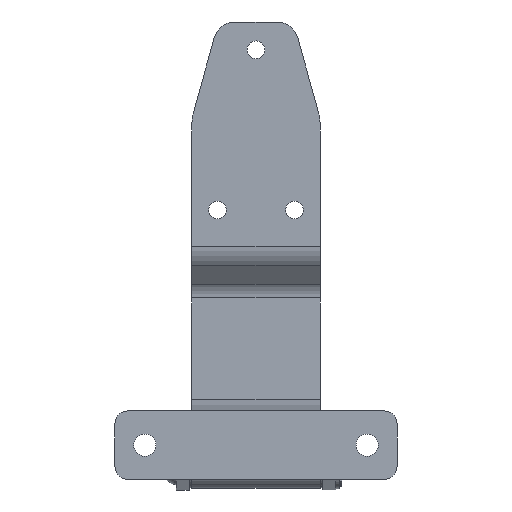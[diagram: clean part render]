
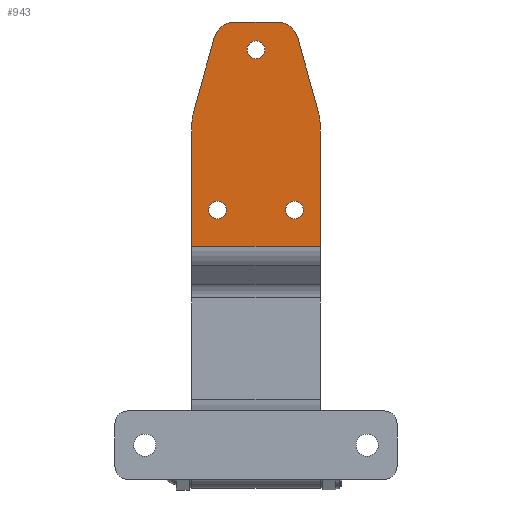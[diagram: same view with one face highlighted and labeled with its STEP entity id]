
A CAD part, front view. The second image highlights one B-rep face of the part: STEP entity #943.
In plain terms, the highlighted planar face has unit normal (0, -1, 0).
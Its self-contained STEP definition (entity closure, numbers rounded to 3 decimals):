
#260 = EDGE_CURVE ( 'NONE', #835, #815, #1046, .T. ) ;
#263 = VERTEX_POINT ( 'NONE', #1042 ) ;
#792 = EDGE_LOOP ( 'NONE', ( #983, #809 ) ) ;
#807 = EDGE_CURVE ( 'NONE', #841, #263, #5719, .T. ) ;
#809 = ORIENTED_EDGE ( 'NONE', *, *, #5328, .T. ) ;
#815 = VERTEX_POINT ( 'NONE', #5720 ) ;
#817 = ORIENTED_EDGE ( 'NONE', *, *, #843, .T. ) ;
#818 = ORIENTED_EDGE ( 'NONE', *, *, #260, .T. ) ;
#820 = ORIENTED_EDGE ( 'NONE', *, *, #807, .F. ) ;
#821 = EDGE_CURVE ( 'NONE', #948, #841, #5686, .T. ) ;
#826 = EDGE_CURVE ( 'NONE', #869, #828, #5689, .T. ) ;
#827 = EDGE_CURVE ( 'NONE', #869, #910, #2220, .T. ) ;
#828 = VERTEX_POINT ( 'NONE', #2221 ) ;
#830 = ORIENTED_EDGE ( 'NONE', *, *, #827, .F. ) ;
#831 = ORIENTED_EDGE ( 'NONE', *, *, #945, .T. ) ;
#835 = VERTEX_POINT ( 'NONE', #2213 ) ;
#839 = ORIENTED_EDGE ( 'NONE', *, *, #4190, .T. ) ;
#840 = EDGE_LOOP ( 'NONE', ( #820, #904, #908, #818, #876, #909, #830, #863, #906, #862 ) ) ;
#841 = VERTEX_POINT ( 'NONE', #2210 ) ;
#842 = ORIENTED_EDGE ( 'NONE', *, *, #4181, .T. ) ;
#843 = EDGE_CURVE ( 'NONE', #4172, #4171, #2196, .T. ) ;
#862 = ORIENTED_EDGE ( 'NONE', *, *, #866, .F. ) ;
#863 = ORIENTED_EDGE ( 'NONE', *, *, #826, .T. ) ;
#864 = EDGE_CURVE ( 'NONE', #867, #828, #2279, .T. ) ;
#866 = EDGE_CURVE ( 'NONE', #263, #867, #2289, .T. ) ;
#867 = VERTEX_POINT ( 'NONE', #2275 ) ;
#869 = VERTEX_POINT ( 'NONE', #2267 ) ;
#876 = ORIENTED_EDGE ( 'NONE', *, *, #911, .F. ) ;
#877 = EDGE_CURVE ( 'NONE', #910, #878, #2282, .T. ) ;
#878 = VERTEX_POINT ( 'NONE', #2303 ) ;
#904 = ORIENTED_EDGE ( 'NONE', *, *, #821, .F. ) ;
#905 = EDGE_CURVE ( 'NONE', #835, #948, #2315, .T. ) ;
#906 = ORIENTED_EDGE ( 'NONE', *, *, #864, .F. ) ;
#908 = ORIENTED_EDGE ( 'NONE', *, *, #905, .F. ) ;
#909 = ORIENTED_EDGE ( 'NONE', *, *, #877, .F. ) ;
#910 = VERTEX_POINT ( 'NONE', #2300 ) ;
#911 = EDGE_CURVE ( 'NONE', #878, #815, #2312, .T. ) ;
#942 = EDGE_LOOP ( 'NONE', ( #831, #839 ) ) ;
#943 = ADVANCED_FACE ( 'NONE', ( #2332, #2314, #2293, #2311 ), #2291, .F. ) ;
#945 = EDGE_CURVE ( 'NONE', #4182, #5334, #2330, .T. ) ;
#946 = EDGE_LOOP ( 'NONE', ( #817, #842 ) ) ;
#947 = EDGE_CURVE ( 'NONE', #5335, #5329, #2273, .T. ) ;
#948 = VERTEX_POINT ( 'NONE', #2410 ) ;
#983 = ORIENTED_EDGE ( 'NONE', *, *, #947, .T. ) ;
#1042 = CARTESIAN_POINT ( 'NONE',  ( 30., -46., 162.274 ) ) ;
#1043 = DIRECTION ( 'NONE',  ( -1., 0., 0. ) ) ;
#1044 = VECTOR ( 'NONE', #1043, 1000. ) ;
#1045 = CARTESIAN_POINT ( 'NONE',  ( 30., -46., 210. ) ) ;
#1046 = LINE ( 'NONE', #1045, #1044 ) ;
#2190 = AXIS2_PLACEMENT_3D ( 'NONE', #2199, #2193, #2192 ) ;
#2192 = DIRECTION ( 'NONE',  ( 0., 0., 1. ) ) ;
#2193 = DIRECTION ( 'NONE',  ( 0., 1., 0. ) ) ;
#2196 = CIRCLE ( 'NONE', #2190, 4.15 ) ;
#2199 = CARTESIAN_POINT ( 'NONE',  ( -18., -46., 122. ) ) ;
#2210 = CARTESIAN_POINT ( 'NONE',  ( 29.27, -46., 167.627 ) ) ;
#2213 = CARTESIAN_POINT ( 'NONE',  ( 9.899, -46., 210. ) ) ;
#2216 = DIRECTION ( 'NONE',  ( 0., 0., 1. ) ) ;
#2217 = DIRECTION ( 'NONE',  ( 0., 1., 0. ) ) ;
#2218 = CARTESIAN_POINT ( 'NONE',  ( -10., -46., 162.274 ) ) ;
#2219 = AXIS2_PLACEMENT_3D ( 'NONE', #2218, #2217, #2216 ) ;
#2220 = CIRCLE ( 'NONE', #2219, 20. ) ;
#2221 = CARTESIAN_POINT ( 'NONE',  ( -30., -46., 105.094 ) ) ;
#2264 = DIRECTION ( 'NONE',  ( 0., 1., 0. ) ) ;
#2265 = CARTESIAN_POINT ( 'NONE',  ( 0., -46., 197. ) ) ;
#2266 = AXIS2_PLACEMENT_3D ( 'NONE', #2265, #2264, #2283 ) ;
#2267 = CARTESIAN_POINT ( 'NONE',  ( -30., -46., 162.274 ) ) ;
#2273 = CIRCLE ( 'NONE', #2266, 4.15 ) ;
#2274 = DIRECTION ( 'NONE',  ( 0.268, 0., 0.964 ) ) ;
#2275 = CARTESIAN_POINT ( 'NONE',  ( 30., -46., 105.094 ) ) ;
#2276 = VECTOR ( 'NONE', #2274, 1000. ) ;
#2278 = CARTESIAN_POINT ( 'NONE',  ( 30., -46., 105.094 ) ) ;
#2279 = LINE ( 'NONE', #2278, #2287 ) ;
#2280 = CARTESIAN_POINT ( 'NONE',  ( 30., -46., 105.094 ) ) ;
#2281 = CARTESIAN_POINT ( 'NONE',  ( -29.27, -46., 167.627 ) ) ;
#2282 = LINE ( 'NONE', #2281, #2276 ) ;
#2283 = DIRECTION ( 'NONE',  ( 0., 0., 1. ) ) ;
#2284 = DIRECTION ( 'NONE',  ( 0., 0., -1. ) ) ;
#2285 = VECTOR ( 'NONE', #2284, 1000. ) ;
#2286 = DIRECTION ( 'NONE',  ( -1., 0., 0. ) ) ;
#2287 = VECTOR ( 'NONE', #2286, 1000. ) ;
#2289 = LINE ( 'NONE', #2280, #2285 ) ;
#2291 = PLANE ( 'NONE',  #2308 ) ;
#2292 = DIRECTION ( 'NONE',  ( 0., 0., 1. ) ) ;
#2293 = FACE_BOUND ( 'NONE', #946, .T. ) ;
#2297 = AXIS2_PLACEMENT_3D ( 'NONE', #2329, #2328, #2327 ) ;
#2298 = DIRECTION ( 'NONE',  ( 0., 0., 1. ) ) ;
#2300 = CARTESIAN_POINT ( 'NONE',  ( -29.27, -46., 167.627 ) ) ;
#2303 = CARTESIAN_POINT ( 'NONE',  ( -19.534, -46., 202.676 ) ) ;
#2305 = DIRECTION ( 'NONE',  ( 0., 0., 1. ) ) ;
#2306 = DIRECTION ( 'NONE',  ( 0., 1., 0. ) ) ;
#2307 = CARTESIAN_POINT ( 'NONE',  ( 30., -46., 105.094 ) ) ;
#2308 = AXIS2_PLACEMENT_3D ( 'NONE', #2307, #2306, #2305 ) ;
#2310 = AXIS2_PLACEMENT_3D ( 'NONE', #2339, #2323, #2292 ) ;
#2311 = FACE_OUTER_BOUND ( 'NONE', #840, .T. ) ;
#2312 = CIRCLE ( 'NONE', #2321, 10. ) ;
#2314 = FACE_BOUND ( 'NONE', #942, .T. ) ;
#2315 = CIRCLE ( 'NONE', #2310, 10. ) ;
#2319 = DIRECTION ( 'NONE',  ( 0., 1., 0. ) ) ;
#2320 = CARTESIAN_POINT ( 'NONE',  ( -9.899, -46., 200. ) ) ;
#2321 = AXIS2_PLACEMENT_3D ( 'NONE', #2320, #2319, #2298 ) ;
#2323 = DIRECTION ( 'NONE',  ( 0., 1., 0. ) ) ;
#2327 = DIRECTION ( 'NONE',  ( 0., 0., 1. ) ) ;
#2328 = DIRECTION ( 'NONE',  ( 0., 1., 0. ) ) ;
#2329 = CARTESIAN_POINT ( 'NONE',  ( 18., -46., 122. ) ) ;
#2330 = CIRCLE ( 'NONE', #2297, 4.15 ) ;
#2332 = FACE_BOUND ( 'NONE', #792, .T. ) ;
#2339 = CARTESIAN_POINT ( 'NONE',  ( 9.899, -46., 200. ) ) ;
#2410 = CARTESIAN_POINT ( 'NONE',  ( 19.534, -46., 202.676 ) ) ;
#2784 = CARTESIAN_POINT ( 'NONE',  ( 18., -46., 117.85 ) ) ;
#2787 = CARTESIAN_POINT ( 'NONE',  ( 0., -46., 201.15 ) ) ;
#2792 = CARTESIAN_POINT ( 'NONE',  ( 0., -46., 192.85 ) ) ;
#2795 = CIRCLE ( 'NONE', #2826, 4.15 ) ;
#2823 = DIRECTION ( 'NONE',  ( 0., 0., 1. ) ) ;
#2824 = DIRECTION ( 'NONE',  ( 0., 1., 0. ) ) ;
#2825 = CARTESIAN_POINT ( 'NONE',  ( 0., -46., 197. ) ) ;
#2826 = AXIS2_PLACEMENT_3D ( 'NONE', #2825, #2824, #2823 ) ;
#3455 = CARTESIAN_POINT ( 'NONE',  ( -18., -46., 122. ) ) ;
#3457 = CARTESIAN_POINT ( 'NONE',  ( -18., -46., 117.85 ) ) ;
#3467 = CARTESIAN_POINT ( 'NONE',  ( -18., -46., 126.15 ) ) ;
#3487 = AXIS2_PLACEMENT_3D ( 'NONE', #3544, #3529, #3528 ) ;
#3489 = DIRECTION ( 'NONE',  ( 0., 0., 1. ) ) ;
#3490 = DIRECTION ( 'NONE',  ( 0., 1., 0. ) ) ;
#3495 = CARTESIAN_POINT ( 'NONE',  ( 18., -46., 126.15 ) ) ;
#3497 = CIRCLE ( 'NONE', #3509, 4.15 ) ;
#3501 = CIRCLE ( 'NONE', #3487, 4.15 ) ;
#3509 = AXIS2_PLACEMENT_3D ( 'NONE', #3455, #3490, #3489 ) ;
#3528 = DIRECTION ( 'NONE',  ( 0., 0., 1. ) ) ;
#3529 = DIRECTION ( 'NONE',  ( 0., 1., 0. ) ) ;
#3544 = CARTESIAN_POINT ( 'NONE',  ( 18., -46., 122. ) ) ;
#3576 = DIRECTION ( 'NONE',  ( 0., 1., 0. ) ) ;
#3771 = DIRECTION ( 'NONE',  ( 0., 0., 1. ) ) ;
#3778 = VECTOR ( 'NONE', #4553, 1000. ) ;
#4171 = VERTEX_POINT ( 'NONE', #3457 ) ;
#4172 = VERTEX_POINT ( 'NONE', #3467 ) ;
#4181 = EDGE_CURVE ( 'NONE', #4171, #4172, #3497, .T. ) ;
#4182 = VERTEX_POINT ( 'NONE', #3495 ) ;
#4190 = EDGE_CURVE ( 'NONE', #5334, #4182, #3501, .T. ) ;
#4553 = DIRECTION ( 'NONE',  ( 0.268, 0., -0.964 ) ) ;
#5328 = EDGE_CURVE ( 'NONE', #5329, #5335, #2795, .T. ) ;
#5329 = VERTEX_POINT ( 'NONE', #2792 ) ;
#5334 = VERTEX_POINT ( 'NONE', #2784 ) ;
#5335 = VERTEX_POINT ( 'NONE', #2787 ) ;
#5685 = CARTESIAN_POINT ( 'NONE',  ( 19.534, -46., 202.676 ) ) ;
#5686 = LINE ( 'NONE', #5685, #3778 ) ;
#5689 = LINE ( 'NONE', #5690, #5695 ) ;
#5690 = CARTESIAN_POINT ( 'NONE',  ( -30., -46., 105.094 ) ) ;
#5694 = DIRECTION ( 'NONE',  ( 0., 0., -1. ) ) ;
#5695 = VECTOR ( 'NONE', #5694, 1000. ) ;
#5719 = CIRCLE ( 'NONE', #5724, 20. ) ;
#5720 = CARTESIAN_POINT ( 'NONE',  ( -9.899, -46., 210. ) ) ;
#5723 = CARTESIAN_POINT ( 'NONE',  ( 10., -46., 162.274 ) ) ;
#5724 = AXIS2_PLACEMENT_3D ( 'NONE', #5723, #3576, #3771 ) ;
